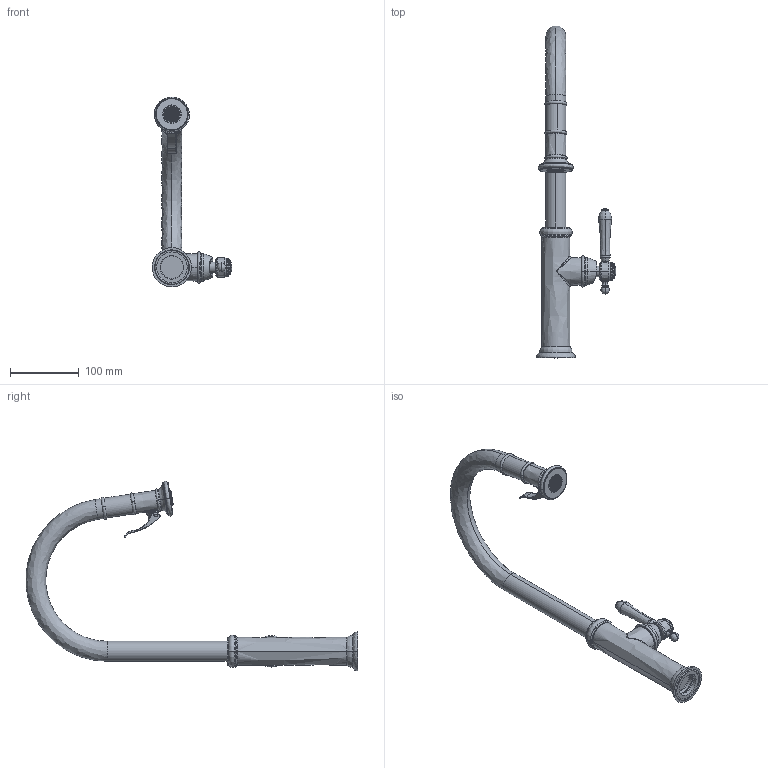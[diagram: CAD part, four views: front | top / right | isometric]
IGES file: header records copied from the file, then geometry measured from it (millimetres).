
Start section:  PTC IGES file: 1030-5173.igs
Global section: file name: 1030-5173.igs; native system: Creo Parametric by PTC Inc.; preprocessor: 2023134; author: nehatek; organization: Unknown; date: 20250110.182438; units: inch
Bounding box: 115.49 x 482.11 x 275.8 mm (x, y, z)
Surface area: 111101.9 mm2 (no closed solid volume)
Topology: 0 solids, 0 shells, 2412 faces, 12755 edges, 12734 vertices
Faces by surface type: bspline 1387, revolution 1025
